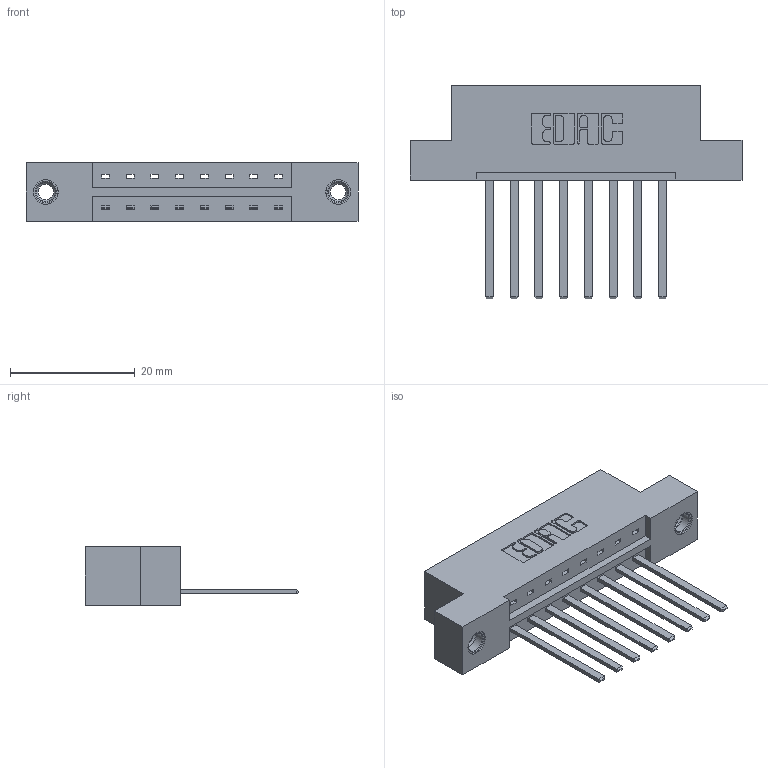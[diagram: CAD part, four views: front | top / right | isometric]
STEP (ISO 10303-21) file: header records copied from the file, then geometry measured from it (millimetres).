
FILE_DESCRIPTION (( 'STEP AP203' ), '1' );
FILE_NAME ('333-008-544-107.STEP', '2018-07-31T22:10:11', ( '' ), ( '' ), 'SwSTEP 2.0', 'SolidWorks 2016', '' );
FILE_SCHEMA (( 'CONFIG_CONTROL_DESIGN' ));
Length unit declared in the file: inch
Products named in the file (4): 345-250-001_345-250-005-103; 333-008-544-107; 333 Part_Flush - .156 Dia - TI; 345-292-001_345-293-144
Assembly tree (11 placements, depth 2):
  333-008-544-107
    333 Part_Flush - .156 Dia - TI
    345-292-001_345-293-144  x8
    345-250-001_345-250-005-103  x2
Bounding box: 53.24 x 34.3 x 9.4 mm (x, y, z)
Volume: 5144 mm3; surface area: 5682 mm2
Topology: 11 solids, 11 shells, 590 faces, 1711 edges, 1122 vertices
Faces by surface type: plane 406, cylinder 168, cone 12, torus 4
Entity records: 10290 total; most frequent: CARTESIAN_POINT 1761, ORIENTED_EDGE 1698, DIRECTION 1583, EDGE_CURVE 849, VECTOR 705, LINE 705, VERTEX_POINT 560, AXIS2_PLACEMENT_3D 439
